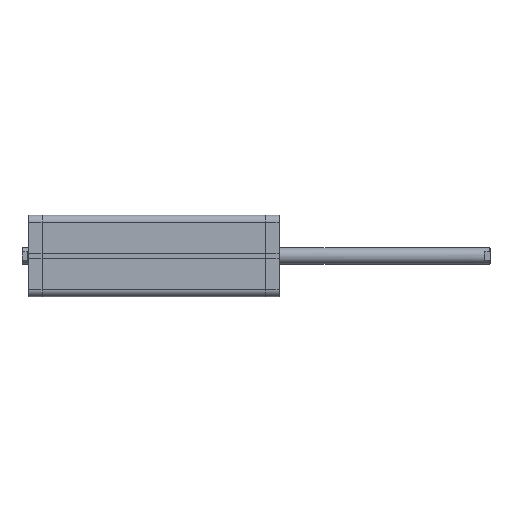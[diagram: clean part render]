
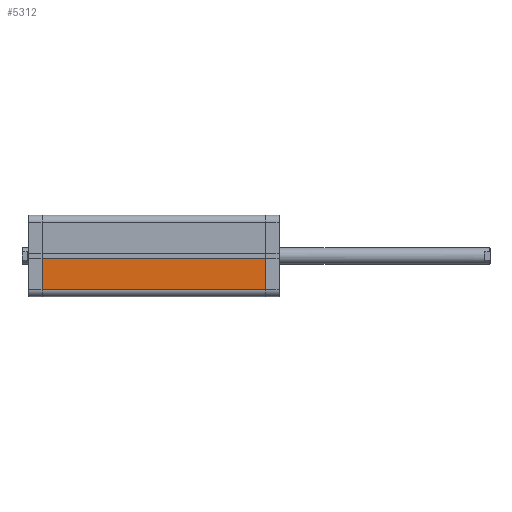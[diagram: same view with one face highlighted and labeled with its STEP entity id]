
A CAD part, front view. The second image highlights one B-rep face of the part: STEP entity #5312.
In plain terms, the highlighted face is planar.
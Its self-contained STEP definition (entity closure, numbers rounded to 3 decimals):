
#139 = ORIENTED_EDGE ( 'NONE', *, *, #6932, .T. ) ;
#140 = ORIENTED_EDGE ( 'NONE', *, *, #7154, .F. ) ;
#141 = ORIENTED_EDGE ( 'NONE', *, *, #6931, .F. ) ;
#142 = ORIENTED_EDGE ( 'NONE', *, *, #6963, .T. ) ;
#900 = FACE_OUTER_BOUND ( 'NONE', #6180, .T. ) ;
#1419 = AXIS2_PLACEMENT_3D ( 'NONE', #2376, #2379, #2380 ) ;
#2376 = CARTESIAN_POINT ( 'NONE',  ( 50., -2.6, 273.5 ) ) ;
#2377 = PLANE ( 'NONE',  #1419 ) ;
#2379 = DIRECTION ( 'NONE',  ( -1., 0., 0. ) ) ;
#2380 = DIRECTION ( 'NONE',  ( 0., -1., 0. ) ) ;
#2640 = CARTESIAN_POINT ( 'NONE',  ( 50., -2.6, 273.5 ) ) ;
#2681 = CARTESIAN_POINT ( 'NONE',  ( 50., -41., 273.5 ) ) ;
#2687 = CARTESIAN_POINT ( 'NONE',  ( 50., -2.6, 0. ) ) ;
#2723 = CARTESIAN_POINT ( 'NONE',  ( 50., -41., 0. ) ) ;
#3297 = CARTESIAN_POINT ( 'NONE',  ( 50., -2.6, 273.5 ) ) ;
#3299 = CARTESIAN_POINT ( 'NONE',  ( 50., -41., 273.5 ) ) ;
#3300 = DIRECTION ( 'NONE',  ( 0., 0., -1. ) ) ;
#3302 = DIRECTION ( 'NONE',  ( 0., 0., -1. ) ) ;
#3368 = CARTESIAN_POINT ( 'NONE',  ( 50., -2.6, 0. ) ) ;
#3369 = DIRECTION ( 'NONE',  ( 0., 1., 0. ) ) ;
#3787 = CARTESIAN_POINT ( 'NONE',  ( 50., -2.6, 273.5 ) ) ;
#3788 = DIRECTION ( 'NONE',  ( 0., 1., 0. ) ) ;
#4244 = LINE ( 'NONE', #3297, #4249 ) ;
#4246 = LINE ( 'NONE', #3299, #4251 ) ;
#4249 = VECTOR ( 'NONE', #3300, 1000. ) ;
#4251 = VECTOR ( 'NONE', #3302, 1000. ) ;
#4277 = LINE ( 'NONE', #3368, #4286 ) ;
#4286 = VECTOR ( 'NONE', #3369, 1000. ) ;
#4591 = LINE ( 'NONE', #3787, #4594 ) ;
#4594 = VECTOR ( 'NONE', #3788, 1000. ) ;
#5312 = ADVANCED_FACE ( 'NONE', ( #900 ), #2377, .F. ) ;
#5596 = VERTEX_POINT ( 'NONE', #2640 ) ;
#5637 = VERTEX_POINT ( 'NONE', #2681 ) ;
#5643 = VERTEX_POINT ( 'NONE', #2687 ) ;
#5679 = VERTEX_POINT ( 'NONE', #2723 ) ;
#6180 = EDGE_LOOP ( 'NONE', ( #142, #141, #140, #139 ) ) ;
#6931 = EDGE_CURVE ( 'NONE', #5596, #5643, #4244, .T. ) ;
#6932 = EDGE_CURVE ( 'NONE', #5637, #5679, #4246, .T. ) ;
#6963 = EDGE_CURVE ( 'NONE', #5679, #5643, #4277, .T. ) ;
#7154 = EDGE_CURVE ( 'NONE', #5637, #5596, #4591, .T. ) ;
